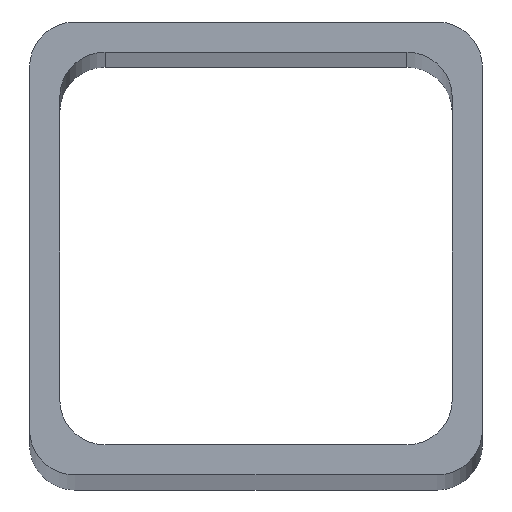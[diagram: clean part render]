
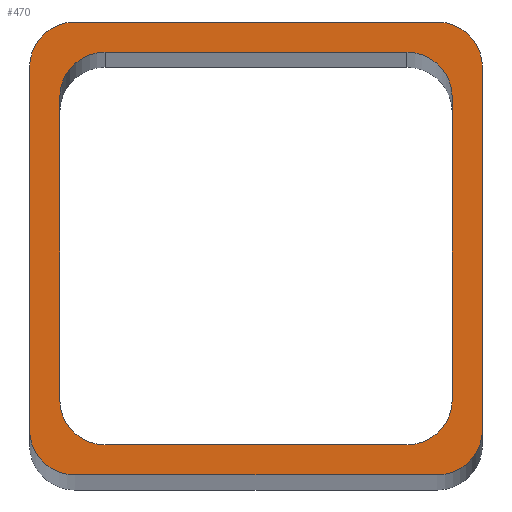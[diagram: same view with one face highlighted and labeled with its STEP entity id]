
A CAD part, top view. The second image highlights one B-rep face of the part: STEP entity #470.
In plain terms, the highlighted planar face has unit normal (0, 0, 1).
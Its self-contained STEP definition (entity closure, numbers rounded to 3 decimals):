
#3 = ORIENTED_EDGE ( 'NONE', *, *, #49, .T. ) ;
#21 = CARTESIAN_POINT ( 'NONE',  ( -10., 13., 0. ) ) ;
#27 = ORIENTED_EDGE ( 'NONE', *, *, #96, .F. ) ;
#28 = EDGE_CURVE ( 'NONE', #34, #116, #434, .T. ) ;
#33 = CARTESIAN_POINT ( 'NONE',  ( 10., -10., 0. ) ) ;
#34 = VERTEX_POINT ( 'NONE', #287 ) ;
#35 = CARTESIAN_POINT ( 'NONE',  ( 10., 13., 0. ) ) ;
#37 = VECTOR ( 'NONE', #189, 1000. ) ;
#44 = CARTESIAN_POINT ( 'NONE',  ( -12., -15., 0. ) ) ;
#49 = EDGE_CURVE ( 'NONE', #174, #263, #636, .T. ) ;
#68 = EDGE_CURVE ( 'NONE', #356, #461, #378, .T. ) ;
#72 = LINE ( 'NONE', #21, #512 ) ;
#73 = ORIENTED_EDGE ( 'NONE', *, *, #163, .T. ) ;
#76 = EDGE_CURVE ( 'NONE', #524, #220, #156, .T. ) ;
#80 = CARTESIAN_POINT ( 'NONE',  ( 12., 12., 0. ) ) ;
#82 = LINE ( 'NONE', #231, #206 ) ;
#86 = CARTESIAN_POINT ( 'NONE',  ( -10., 13., 0. ) ) ;
#87 = VERTEX_POINT ( 'NONE', #86 ) ;
#90 = LINE ( 'NONE', #439, #37 ) ;
#91 = CARTESIAN_POINT ( 'NONE',  ( 10., -13., 0. ) ) ;
#96 = EDGE_CURVE ( 'NONE', #644, #381, #90, .T. ) ;
#105 = EDGE_LOOP ( 'NONE', ( #278, #338, #611, #205, #371, #177, #480, #27 ) ) ;
#106 = AXIS2_PLACEMENT_3D ( 'NONE', #237, #438, #137 ) ;
#108 = CARTESIAN_POINT ( 'NONE',  ( -12., 12., 0. ) ) ;
#113 = AXIS2_PLACEMENT_3D ( 'NONE', #33, #293, #632 ) ;
#116 = VERTEX_POINT ( 'NONE', #282 ) ;
#119 = EDGE_CURVE ( 'NONE', #508, #455, #642, .T. ) ;
#130 = EDGE_CURVE ( 'NONE', #455, #644, #283, .T. ) ;
#133 = CIRCLE ( 'NONE', #645, 3. ) ;
#137 = DIRECTION ( 'NONE',  ( -1., 0., 0. ) ) ;
#139 = LINE ( 'NONE', #159, #344 ) ;
#153 = ORIENTED_EDGE ( 'NONE', *, *, #284, .T. ) ;
#156 = CIRCLE ( 'NONE', #239, 3. ) ;
#159 = CARTESIAN_POINT ( 'NONE',  ( -12., 15., 0. ) ) ;
#161 = EDGE_CURVE ( 'NONE', #461, #578, #139, .T. ) ;
#163 = EDGE_CURVE ( 'NONE', #578, #425, #133, .T. ) ;
#174 = VERTEX_POINT ( 'NONE', #557 ) ;
#177 = ORIENTED_EDGE ( 'NONE', *, *, #447, .F. ) ;
#179 = VECTOR ( 'NONE', #297, 1000. ) ;
#184 = DIRECTION ( 'NONE',  ( -1., 0., 0. ) ) ;
#189 = DIRECTION ( 'NONE',  ( 0., 1., 0. ) ) ;
#194 = CARTESIAN_POINT ( 'NONE',  ( -10., -13., 0. ) ) ;
#195 = DIRECTION ( 'NONE',  ( 1., 0., 0. ) ) ;
#198 = DIRECTION ( 'NONE',  ( 1., 0., 0. ) ) ;
#205 = ORIENTED_EDGE ( 'NONE', *, *, #28, .F. ) ;
#206 = VECTOR ( 'NONE', #296, 1000. ) ;
#208 = CARTESIAN_POINT ( 'NONE',  ( -15., -12., 0. ) ) ;
#220 = VERTEX_POINT ( 'NONE', #244 ) ;
#226 = CARTESIAN_POINT ( 'NONE',  ( 12., -12., 0. ) ) ;
#231 = CARTESIAN_POINT ( 'NONE',  ( 15., -12., 0. ) ) ;
#232 = CARTESIAN_POINT ( 'NONE',  ( 12., -12., 0. ) ) ;
#237 = CARTESIAN_POINT ( 'NONE',  ( -10., -10., 0. ) ) ;
#239 = AXIS2_PLACEMENT_3D ( 'NONE', #487, #538, #589 ) ;
#240 = DIRECTION ( 'NONE',  ( 0., 0., 1. ) ) ;
#244 = CARTESIAN_POINT ( 'NONE',  ( -12., -15., 0. ) ) ;
#263 = VERTEX_POINT ( 'NONE', #602 ) ;
#264 = CARTESIAN_POINT ( 'NONE',  ( 13., 10., 0. ) ) ;
#265 = ORIENTED_EDGE ( 'NONE', *, *, #68, .T. ) ;
#272 = AXIS2_PLACEMENT_3D ( 'NONE', #80, #483, #343 ) ;
#278 = ORIENTED_EDGE ( 'NONE', *, *, #130, .F. ) ;
#279 = EDGE_CURVE ( 'NONE', #425, #524, #552, .T. ) ;
#282 = CARTESIAN_POINT ( 'NONE',  ( -13., -10., 0. ) ) ;
#283 = CIRCLE ( 'NONE', #113, 3. ) ;
#284 = EDGE_CURVE ( 'NONE', #220, #174, #498, .T. ) ;
#287 = CARTESIAN_POINT ( 'NONE',  ( -13., 10., 0. ) ) ;
#293 = DIRECTION ( 'NONE',  ( 0., 0., 1. ) ) ;
#296 = DIRECTION ( 'NONE',  ( 0., 1., 0. ) ) ;
#297 = DIRECTION ( 'NONE',  ( 0., -1., 0. ) ) ;
#319 = ORIENTED_EDGE ( 'NONE', *, *, #76, .T. ) ;
#335 = CIRCLE ( 'NONE', #491, 3. ) ;
#338 = ORIENTED_EDGE ( 'NONE', *, *, #119, .F. ) ;
#342 = CARTESIAN_POINT ( 'NONE',  ( -10., 10., 0. ) ) ;
#343 = DIRECTION ( 'NONE',  ( -1., 0., 0. ) ) ;
#344 = VECTOR ( 'NONE', #411, 1000. ) ;
#356 = VERTEX_POINT ( 'NONE', #467 ) ;
#364 = VECTOR ( 'NONE', #195, 1000. ) ;
#371 = ORIENTED_EDGE ( 'NONE', *, *, #513, .F. ) ;
#378 = CIRCLE ( 'NONE', #272, 3. ) ;
#380 = FACE_OUTER_BOUND ( 'NONE', #550, .T. ) ;
#381 = VERTEX_POINT ( 'NONE', #264 ) ;
#382 = CARTESIAN_POINT ( 'NONE',  ( -15., -12., 0. ) ) ;
#385 = DIRECTION ( 'NONE',  ( 0., 0., 1. ) ) ;
#388 = DIRECTION ( 'NONE',  ( 1., 0., 0. ) ) ;
#389 = CIRCLE ( 'NONE', #106, 3. ) ;
#411 = DIRECTION ( 'NONE',  ( -1., 0., 0. ) ) ;
#425 = VERTEX_POINT ( 'NONE', #471 ) ;
#434 = LINE ( 'NONE', #492, #179 ) ;
#435 = FACE_BOUND ( 'NONE', #105, .T. ) ;
#438 = DIRECTION ( 'NONE',  ( 0., 0., 1. ) ) ;
#439 = CARTESIAN_POINT ( 'NONE',  ( 13., -10., 0. ) ) ;
#442 = CARTESIAN_POINT ( 'NONE',  ( -10., -13., 0. ) ) ;
#445 = DIRECTION ( 'NONE',  ( 1., 0., 0. ) ) ;
#446 = CIRCLE ( 'NONE', #497, 3. ) ;
#447 = EDGE_CURVE ( 'NONE', #607, #87, #72, .T. ) ;
#451 = VECTOR ( 'NONE', #546, 1000. ) ;
#454 = DIRECTION ( 'NONE',  ( 0., 0., 1. ) ) ;
#455 = VERTEX_POINT ( 'NONE', #91 ) ;
#461 = VERTEX_POINT ( 'NONE', #588 ) ;
#467 = CARTESIAN_POINT ( 'NONE',  ( 15., 12., 0. ) ) ;
#470 = ADVANCED_FACE ( 'NONE', ( #435, #380 ), #635, .T. ) ;
#471 = CARTESIAN_POINT ( 'NONE',  ( -15., 12., 0. ) ) ;
#480 = ORIENTED_EDGE ( 'NONE', *, *, #604, .F. ) ;
#483 = DIRECTION ( 'NONE',  ( 0., 0., 1. ) ) ;
#484 = DIRECTION ( 'NONE',  ( 0., 0., 1. ) ) ;
#487 = CARTESIAN_POINT ( 'NONE',  ( -12., -12., 0. ) ) ;
#490 = CARTESIAN_POINT ( 'NONE',  ( 10., 10., 0. ) ) ;
#491 = AXIS2_PLACEMENT_3D ( 'NONE', #342, #580, #631 ) ;
#492 = CARTESIAN_POINT ( 'NONE',  ( -13., -10., 0. ) ) ;
#494 = CARTESIAN_POINT ( 'NONE',  ( -12., 15., 0. ) ) ;
#497 = AXIS2_PLACEMENT_3D ( 'NONE', #490, #484, #184 ) ;
#498 = LINE ( 'NONE', #44, #627 ) ;
#508 = VERTEX_POINT ( 'NONE', #442 ) ;
#512 = VECTOR ( 'NONE', #628, 1000. ) ;
#513 = EDGE_CURVE ( 'NONE', #87, #34, #335, .T. ) ;
#515 = EDGE_CURVE ( 'NONE', #263, #356, #82, .T. ) ;
#524 = VERTEX_POINT ( 'NONE', #382 ) ;
#538 = DIRECTION ( 'NONE',  ( 0., 0., 1. ) ) ;
#544 = AXIS2_PLACEMENT_3D ( 'NONE', #232, #385, #445 ) ;
#546 = DIRECTION ( 'NONE',  ( 0., -1., 0. ) ) ;
#550 = EDGE_LOOP ( 'NONE', ( #3, #563, #265, #622, #73, #620, #319, #153 ) ) ;
#551 = CARTESIAN_POINT ( 'NONE',  ( 13., -10., 0. ) ) ;
#552 = LINE ( 'NONE', #208, #451 ) ;
#557 = CARTESIAN_POINT ( 'NONE',  ( 12., -15., 0. ) ) ;
#563 = ORIENTED_EDGE ( 'NONE', *, *, #515, .T. ) ;
#578 = VERTEX_POINT ( 'NONE', #494 ) ;
#580 = DIRECTION ( 'NONE',  ( 0., 0., 1. ) ) ;
#588 = CARTESIAN_POINT ( 'NONE',  ( 12., 15., 0. ) ) ;
#589 = DIRECTION ( 'NONE',  ( -1., 0., 0. ) ) ;
#602 = CARTESIAN_POINT ( 'NONE',  ( 15., -12., 0. ) ) ;
#604 = EDGE_CURVE ( 'NONE', #381, #607, #446, .T. ) ;
#607 = VERTEX_POINT ( 'NONE', #35 ) ;
#609 = EDGE_CURVE ( 'NONE', #116, #508, #389, .T. ) ;
#611 = ORIENTED_EDGE ( 'NONE', *, *, #609, .F. ) ;
#618 = AXIS2_PLACEMENT_3D ( 'NONE', #226, #240, #388 ) ;
#620 = ORIENTED_EDGE ( 'NONE', *, *, #279, .T. ) ;
#622 = ORIENTED_EDGE ( 'NONE', *, *, #161, .T. ) ;
#627 = VECTOR ( 'NONE', #198, 1000. ) ;
#628 = DIRECTION ( 'NONE',  ( -1., 0., 0. ) ) ;
#631 = DIRECTION ( 'NONE',  ( -1., 0., 0. ) ) ;
#632 = DIRECTION ( 'NONE',  ( 1., 0., 0. ) ) ;
#635 = PLANE ( 'NONE',  #618 ) ;
#636 = CIRCLE ( 'NONE', #544, 3. ) ;
#642 = LINE ( 'NONE', #194, #364 ) ;
#644 = VERTEX_POINT ( 'NONE', #551 ) ;
#645 = AXIS2_PLACEMENT_3D ( 'NONE', #108, #454, #651 ) ;
#651 = DIRECTION ( 'NONE',  ( -1., 0., 0. ) ) ;
